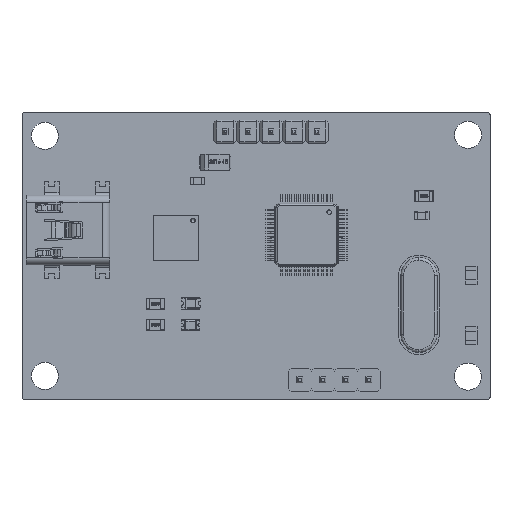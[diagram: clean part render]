
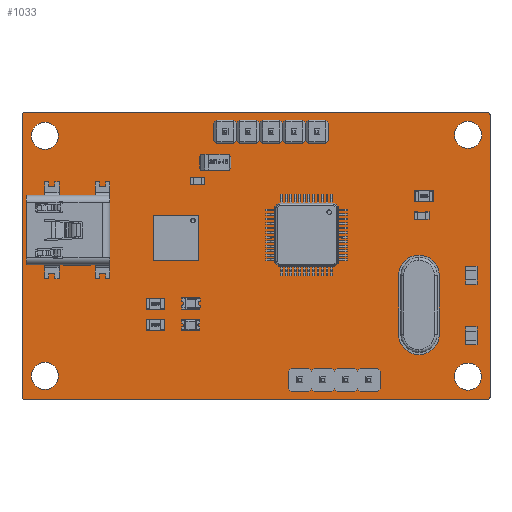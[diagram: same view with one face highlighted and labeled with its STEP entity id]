
A CAD part, top view. The second image highlights one B-rep face of the part: STEP entity #1033.
In plain terms, the highlighted planar face has unit normal (0, 0, 1).
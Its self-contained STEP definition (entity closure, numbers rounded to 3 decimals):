
#156 = VERTEX_POINT('',#157);
#157 = CARTESIAN_POINT('',(-0.15,0.,0.411));
#163 = EDGE_CURVE('',#156,#164,#166,.T.);
#164 = VERTEX_POINT('',#165);
#165 = CARTESIAN_POINT('',(0.,-0.15,0.411)
  );
#166 = CIRCLE('',#167,0.15);
#167 = AXIS2_PLACEMENT_3D('',#168,#169,#170);
#168 = CARTESIAN_POINT('',(0.,0.,0.411
    ));
#169 = DIRECTION('',(0.,0.,1.));
#170 = DIRECTION('',(-1.,-0.002,0.));
#196 = EDGE_CURVE('',#164,#197,#199,.T.);
#197 = VERTEX_POINT('',#198);
#198 = CARTESIAN_POINT('',(51.4,-0.15,0.411));
#199 = LINE('',#200,#201);
#200 = CARTESIAN_POINT('',(0.,-0.15,0.411));
#201 = VECTOR('',#202,1.);
#202 = DIRECTION('',(1.,0.,0.));
#227 = EDGE_CURVE('',#197,#228,#230,.T.);
#228 = VERTEX_POINT('',#229);
#229 = CARTESIAN_POINT('',(51.55,0.,0.411));
#230 = CIRCLE('',#231,0.15);
#231 = AXIS2_PLACEMENT_3D('',#232,#233,#234);
#232 = CARTESIAN_POINT('',(51.4,0.,0.411));
#233 = DIRECTION('',(0.,0.,1.));
#234 = DIRECTION('',(0.002,-1.,0.));
#260 = EDGE_CURVE('',#228,#261,#263,.T.);
#261 = VERTEX_POINT('',#262);
#262 = CARTESIAN_POINT('',(51.55,31.3,0.411));
#263 = LINE('',#264,#265);
#264 = CARTESIAN_POINT('',(51.55,0.,0.411));
#265 = VECTOR('',#266,1.);
#266 = DIRECTION('',(0.,1.,0.));
#291 = EDGE_CURVE('',#261,#292,#294,.T.);
#292 = VERTEX_POINT('',#293);
#293 = CARTESIAN_POINT('',(51.4,31.45,0.411));
#294 = CIRCLE('',#295,0.15);
#295 = AXIS2_PLACEMENT_3D('',#296,#297,#298);
#296 = CARTESIAN_POINT('',(51.4,31.3,0.411));
#297 = DIRECTION('',(0.,0.,1.));
#298 = DIRECTION('',(1.,0.001,0.));
#324 = EDGE_CURVE('',#292,#325,#327,.T.);
#325 = VERTEX_POINT('',#326);
#326 = CARTESIAN_POINT('',(0.,31.45,0.411));
#327 = LINE('',#328,#329);
#328 = CARTESIAN_POINT('',(51.4,31.45,0.411));
#329 = VECTOR('',#330,1.);
#330 = DIRECTION('',(-1.,0.,0.));
#355 = EDGE_CURVE('',#325,#356,#358,.T.);
#356 = VERTEX_POINT('',#357);
#357 = CARTESIAN_POINT('',(-0.15,31.3,0.411));
#358 = CIRCLE('',#359,0.15);
#359 = AXIS2_PLACEMENT_3D('',#360,#361,#362);
#360 = CARTESIAN_POINT('',(0.,31.3,0.411)
  );
#361 = DIRECTION('',(0.,0.,1.));
#362 = DIRECTION('',(-0.002,1.,0.));
#388 = EDGE_CURVE('',#356,#156,#389,.T.);
#389 = LINE('',#390,#391);
#390 = CARTESIAN_POINT('',(-0.15,31.3,0.411));
#391 = VECTOR('',#392,1.);
#392 = DIRECTION('',(0.,-1.,0.));
#412 = VERTEX_POINT('',#413);
#413 = CARTESIAN_POINT('',(3.875,2.4,0.411));
#419 = EDGE_CURVE('',#412,#412,#420,.T.);
#420 = CIRCLE('',#421,1.5);
#421 = AXIS2_PLACEMENT_3D('',#422,#423,#424);
#422 = CARTESIAN_POINT('',(2.375,2.4,0.411));
#423 = DIRECTION('',(0.,0.,1.));
#424 = DIRECTION('',(1.,0.,0.));
#445 = VERTEX_POINT('',#446);
#446 = CARTESIAN_POINT('',(3.875,28.925,0.411));
#452 = EDGE_CURVE('',#445,#445,#453,.T.);
#453 = CIRCLE('',#454,1.5);
#454 = AXIS2_PLACEMENT_3D('',#455,#456,#457);
#455 = CARTESIAN_POINT('',(2.375,28.925,0.411));
#456 = DIRECTION('',(0.,0.,1.));
#457 = DIRECTION('',(1.,0.,0.));
#478 = VERTEX_POINT('',#479);
#479 = CARTESIAN_POINT('',(6.79,16.304,0.411));
#485 = EDGE_CURVE('',#478,#478,#486,.T.);
#486 = CIRCLE('',#487,0.5);
#487 = AXIS2_PLACEMENT_3D('',#488,#489,#490);
#488 = CARTESIAN_POINT('',(6.29,16.304,0.411));
#489 = DIRECTION('',(0.,0.,1.));
#490 = DIRECTION('',(1.,0.,0.));
#511 = VERTEX_POINT('',#512);
#512 = CARTESIAN_POINT('',(6.79,20.704,0.411));
#518 = EDGE_CURVE('',#511,#511,#519,.T.);
#519 = CIRCLE('',#520,0.5);
#520 = AXIS2_PLACEMENT_3D('',#521,#522,#523);
#521 = CARTESIAN_POINT('',(6.29,20.704,0.411));
#522 = DIRECTION('',(0.,0.,1.));
#523 = DIRECTION('',(1.,0.,0.));
#544 = VERTEX_POINT('',#545);
#545 = CARTESIAN_POINT('',(25.332,29.385,0.411));
#551 = EDGE_CURVE('',#544,#544,#552,.T.);
#552 = CIRCLE('',#553,0.5);
#553 = AXIS2_PLACEMENT_3D('',#554,#555,#556);
#554 = CARTESIAN_POINT('',(24.832,29.385,0.411));
#555 = DIRECTION('',(0.,0.,1.));
#556 = DIRECTION('',(1.,0.,0.));
#577 = VERTEX_POINT('',#578);
#578 = CARTESIAN_POINT('',(22.792,29.385,0.411));
#584 = EDGE_CURVE('',#577,#577,#585,.T.);
#585 = CIRCLE('',#586,0.5);
#586 = AXIS2_PLACEMENT_3D('',#587,#588,#589);
#587 = CARTESIAN_POINT('',(22.292,29.385,0.411));
#588 = DIRECTION('',(0.,0.,1.));
#589 = DIRECTION('',(1.,0.,0.));
#610 = VERTEX_POINT('',#611);
#611 = CARTESIAN_POINT('',(30.412,29.385,0.411));
#617 = EDGE_CURVE('',#610,#610,#618,.T.);
#618 = CIRCLE('',#619,0.5);
#619 = AXIS2_PLACEMENT_3D('',#620,#621,#622);
#620 = CARTESIAN_POINT('',(29.912,29.385,0.411));
#621 = DIRECTION('',(0.,0.,1.));
#622 = DIRECTION('',(1.,0.,0.));
#643 = VERTEX_POINT('',#644);
#644 = CARTESIAN_POINT('',(27.872,29.385,0.411));
#650 = EDGE_CURVE('',#643,#643,#651,.T.);
#651 = CIRCLE('',#652,0.5);
#652 = AXIS2_PLACEMENT_3D('',#653,#654,#655);
#653 = CARTESIAN_POINT('',(27.372,29.385,0.411));
#654 = DIRECTION('',(0.,0.,1.));
#655 = DIRECTION('',(1.,0.,0.));
#676 = VERTEX_POINT('',#677);
#677 = CARTESIAN_POINT('',(33.587,1.953,0.411));
#683 = EDGE_CURVE('',#676,#676,#684,.T.);
#684 = CIRCLE('',#685,0.5);
#685 = AXIS2_PLACEMENT_3D('',#686,#687,#688);
#686 = CARTESIAN_POINT('',(33.087,1.953,0.411));
#687 = DIRECTION('',(0.,0.,1.));
#688 = DIRECTION('',(1.,0.,0.));
#709 = VERTEX_POINT('',#710);
#710 = CARTESIAN_POINT('',(31.047,1.953,0.411));
#716 = EDGE_CURVE('',#709,#709,#717,.T.);
#717 = CIRCLE('',#718,0.5);
#718 = AXIS2_PLACEMENT_3D('',#719,#720,#721);
#719 = CARTESIAN_POINT('',(30.547,1.953,0.411));
#720 = DIRECTION('',(0.,0.,1.));
#721 = DIRECTION('',(1.,0.,0.));
#742 = VERTEX_POINT('',#743);
#743 = CARTESIAN_POINT('',(36.127,1.953,0.411));
#749 = EDGE_CURVE('',#742,#742,#750,.T.);
#750 = CIRCLE('',#751,0.5);
#751 = AXIS2_PLACEMENT_3D('',#752,#753,#754);
#752 = CARTESIAN_POINT('',(35.627,1.953,0.411));
#753 = DIRECTION('',(0.,0.,1.));
#754 = DIRECTION('',(1.,0.,0.));
#775 = VERTEX_POINT('',#776);
#776 = CARTESIAN_POINT('',(50.6,2.325,0.411));
#782 = EDGE_CURVE('',#775,#775,#783,.T.);
#783 = CIRCLE('',#784,1.5);
#784 = AXIS2_PLACEMENT_3D('',#785,#786,#787);
#785 = CARTESIAN_POINT('',(49.1,2.325,0.411));
#786 = DIRECTION('',(0.,0.,1.));
#787 = DIRECTION('',(1.,0.,0.));
#808 = VERTEX_POINT('',#809);
#809 = CARTESIAN_POINT('',(38.667,1.953,0.411));
#815 = EDGE_CURVE('',#808,#808,#816,.T.);
#816 = CIRCLE('',#817,0.5);
#817 = AXIS2_PLACEMENT_3D('',#818,#819,#820);
#818 = CARTESIAN_POINT('',(38.167,1.953,0.411));
#819 = DIRECTION('',(0.,0.,1.));
#820 = DIRECTION('',(1.,0.,0.));
#841 = VERTEX_POINT('',#842);
#842 = CARTESIAN_POINT('',(32.952,29.385,0.411));
#848 = EDGE_CURVE('',#841,#841,#849,.T.);
#849 = CIRCLE('',#850,0.5);
#850 = AXIS2_PLACEMENT_3D('',#851,#852,#853);
#851 = CARTESIAN_POINT('',(32.452,29.385,0.411));
#852 = DIRECTION('',(0.,0.,1.));
#853 = DIRECTION('',(1.,0.,0.));
#874 = VERTEX_POINT('',#875);
#875 = CARTESIAN_POINT('',(44.1,7.8,0.411));
#881 = EDGE_CURVE('',#874,#874,#882,.T.);
#882 = CIRCLE('',#883,0.4);
#883 = AXIS2_PLACEMENT_3D('',#884,#885,#886);
#884 = CARTESIAN_POINT('',(43.7,7.8,0.411));
#885 = DIRECTION('',(0.,0.,1.));
#886 = DIRECTION('',(1.,0.,0.));
#907 = VERTEX_POINT('',#908);
#908 = CARTESIAN_POINT('',(44.1,12.68,0.411));
#914 = EDGE_CURVE('',#907,#907,#915,.T.);
#915 = CIRCLE('',#916,0.4);
#916 = AXIS2_PLACEMENT_3D('',#917,#918,#919);
#917 = CARTESIAN_POINT('',(43.7,12.68,0.411));
#918 = DIRECTION('',(0.,0.,1.));
#919 = DIRECTION('',(1.,0.,0.));
#940 = VERTEX_POINT('',#941);
#941 = CARTESIAN_POINT('',(50.625,29.025,0.411));
#947 = EDGE_CURVE('',#940,#940,#948,.T.);
#948 = CIRCLE('',#949,1.5);
#949 = AXIS2_PLACEMENT_3D('',#950,#951,#952);
#950 = CARTESIAN_POINT('',(49.125,29.025,0.411));
#951 = DIRECTION('',(0.,0.,1.));
#952 = DIRECTION('',(1.,0.,0.));
#1033 = ADVANCED_FACE('',(#1034,#1044,#1047,#1050,#1053,#1056,#1059,
    #1062,#1065,#1068,#1071,#1074,#1077,#1080,#1083,#1086,#1089,#1092),
  #1095,.F.);
#1034 = FACE_BOUND('',#1035,.T.);
#1035 = EDGE_LOOP('',(#1036,#1037,#1038,#1039,#1040,#1041,#1042,#1043));
#1036 = ORIENTED_EDGE('',*,*,#163,.T.);
#1037 = ORIENTED_EDGE('',*,*,#196,.T.);
#1038 = ORIENTED_EDGE('',*,*,#227,.T.);
#1039 = ORIENTED_EDGE('',*,*,#260,.T.);
#1040 = ORIENTED_EDGE('',*,*,#291,.T.);
#1041 = ORIENTED_EDGE('',*,*,#324,.T.);
#1042 = ORIENTED_EDGE('',*,*,#355,.T.);
#1043 = ORIENTED_EDGE('',*,*,#388,.T.);
#1044 = FACE_BOUND('',#1045,.F.);
#1045 = EDGE_LOOP('',(#1046));
#1046 = ORIENTED_EDGE('',*,*,#419,.T.);
#1047 = FACE_BOUND('',#1048,.F.);
#1048 = EDGE_LOOP('',(#1049));
#1049 = ORIENTED_EDGE('',*,*,#452,.T.);
#1050 = FACE_BOUND('',#1051,.F.);
#1051 = EDGE_LOOP('',(#1052));
#1052 = ORIENTED_EDGE('',*,*,#485,.T.);
#1053 = FACE_BOUND('',#1054,.F.);
#1054 = EDGE_LOOP('',(#1055));
#1055 = ORIENTED_EDGE('',*,*,#518,.T.);
#1056 = FACE_BOUND('',#1057,.F.);
#1057 = EDGE_LOOP('',(#1058));
#1058 = ORIENTED_EDGE('',*,*,#551,.T.);
#1059 = FACE_BOUND('',#1060,.F.);
#1060 = EDGE_LOOP('',(#1061));
#1061 = ORIENTED_EDGE('',*,*,#584,.T.);
#1062 = FACE_BOUND('',#1063,.F.);
#1063 = EDGE_LOOP('',(#1064));
#1064 = ORIENTED_EDGE('',*,*,#617,.T.);
#1065 = FACE_BOUND('',#1066,.F.);
#1066 = EDGE_LOOP('',(#1067));
#1067 = ORIENTED_EDGE('',*,*,#650,.T.);
#1068 = FACE_BOUND('',#1069,.F.);
#1069 = EDGE_LOOP('',(#1070));
#1070 = ORIENTED_EDGE('',*,*,#683,.T.);
#1071 = FACE_BOUND('',#1072,.F.);
#1072 = EDGE_LOOP('',(#1073));
#1073 = ORIENTED_EDGE('',*,*,#716,.T.);
#1074 = FACE_BOUND('',#1075,.F.);
#1075 = EDGE_LOOP('',(#1076));
#1076 = ORIENTED_EDGE('',*,*,#749,.T.);
#1077 = FACE_BOUND('',#1078,.F.);
#1078 = EDGE_LOOP('',(#1079));
#1079 = ORIENTED_EDGE('',*,*,#782,.T.);
#1080 = FACE_BOUND('',#1081,.F.);
#1081 = EDGE_LOOP('',(#1082));
#1082 = ORIENTED_EDGE('',*,*,#815,.T.);
#1083 = FACE_BOUND('',#1084,.F.);
#1084 = EDGE_LOOP('',(#1085));
#1085 = ORIENTED_EDGE('',*,*,#848,.T.);
#1086 = FACE_BOUND('',#1087,.F.);
#1087 = EDGE_LOOP('',(#1088));
#1088 = ORIENTED_EDGE('',*,*,#881,.T.);
#1089 = FACE_BOUND('',#1090,.F.);
#1090 = EDGE_LOOP('',(#1091));
#1091 = ORIENTED_EDGE('',*,*,#914,.T.);
#1092 = FACE_BOUND('',#1093,.F.);
#1093 = EDGE_LOOP('',(#1094));
#1094 = ORIENTED_EDGE('',*,*,#947,.T.);
#1095 = PLANE('',#1096);
#1096 = AXIS2_PLACEMENT_3D('',#1097,#1098,#1099);
#1097 = CARTESIAN_POINT('',(-0.15,0.,0.411)
  );
#1098 = DIRECTION('',(0.,0.,-1.));
#1099 = DIRECTION('',(-1.,0.,0.));
